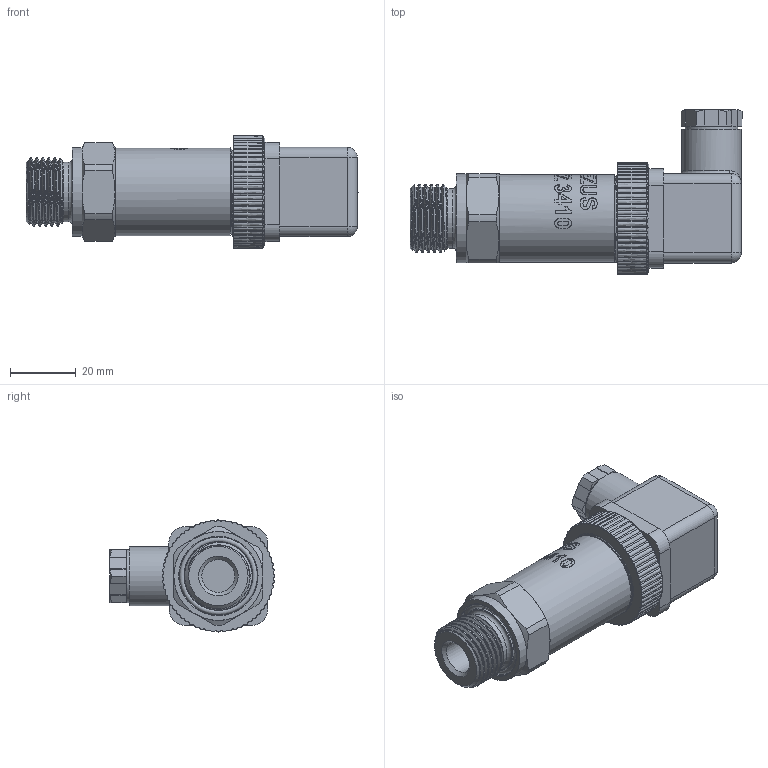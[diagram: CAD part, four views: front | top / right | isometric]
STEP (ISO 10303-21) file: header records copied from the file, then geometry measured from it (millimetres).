
FILE_DESCRIPTION(/* description */ (''),/* implementation_level */ '2;1');
FILE_NAME(/* name */ 'APZ3410_13_DIN43650A.step',/* time_stamp */ '2021-06-17T12:31:58+03:00',/* author */ (''),/* organization */ (''),/* preprocessor_version */ 'ST-DEVELOPER v18.1',/* originating_system */ 'Autodesk Translation Framework v10.9.0.1377',/* authorisation */ '');
FILE_SCHEMA (('AUTOMOTIVE_DESIGN { 1 0 10303 214 3 1 1 }'));
Length unit declared in the file: millimetre
Products named in the file (6): APZ3410_x_y; OMAL nut M27x1.5 v8; DIN 43650A male Hirshmann round base v3; DIN 43650A female part 28 mm high v6; Shell; G 1/2 DIN OPEN PORT PVC PVDF
Assembly tree (5 placements, depth 2):
  APZ3410_x_y
    OMAL nut M27x1.5 v8
    DIN 43650A male Hirshmann round base v3
    DIN 43650A female part 28 mm high v6
    Shell
    G 1/2 DIN OPEN PORT PVC PVDF
Bounding box: 100.7 x 50.02 x 34 mm (x, y, z)
Volume: 62740.6 mm3; surface area: 28729.4 mm2
Topology: 6 solids, 6 shells, 1435 faces, 3946 edges, 2620 vertices
Faces by surface type: plane 571, bspline 545, cylinder 253, cone 38, torus 22, sphere 6
Full cylindrical faces by diameter (mm): 1.6 x4, 1.65 x4, 2 x1, 2.2 x1, 2.537 x6, 2.579 x1, 2.938 x10, 3.2 x1, 5 x1, 6 x1, 7.8 x1, 8 x1, 10 x2, 16 x1, 18 x2, 18.631 x5, 20.5 x1, 21 x1, 21.4 x2, 22 x1, 22.4 x2, 23.7 x1, 24.035 x6, 24.4 x1, 24.884 x4, 25.132 x4, 25.157 x6, 25.2 x2, 25.5 x2, 25.526 x4
Entity records: 72592 total; most frequent: CARTESIAN_POINT 39832, ORIENTED_EDGE 7888, DIRECTION 4824, EDGE_CURVE 3944, VERTEX_POINT 2620, LINE 1850, VECTOR 1850, EDGE_LOOP 1556
